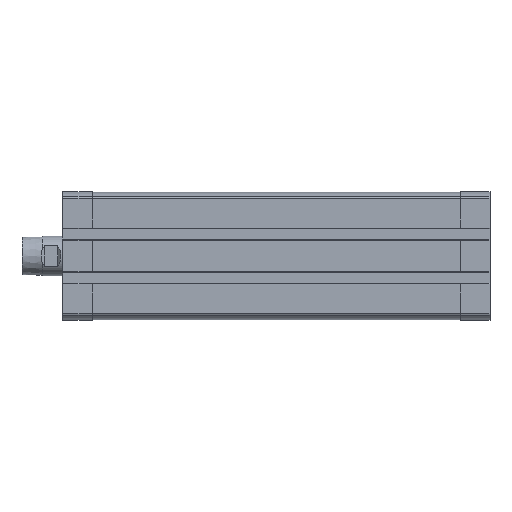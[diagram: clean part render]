
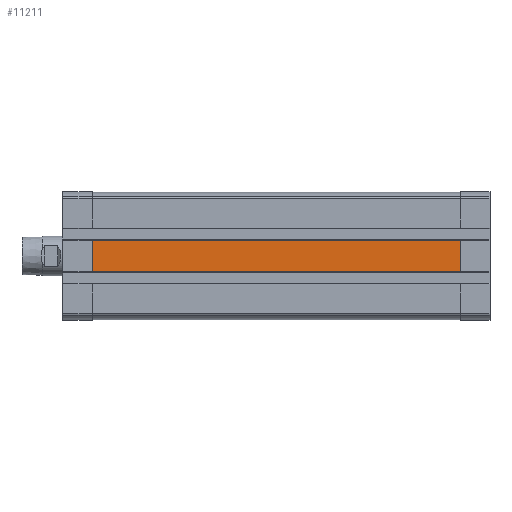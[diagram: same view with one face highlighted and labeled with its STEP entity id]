
A CAD part, left-side view. The second image highlights one B-rep face of the part: STEP entity #11211.
In plain terms, the highlighted planar face has unit normal (-1, 0, 0).
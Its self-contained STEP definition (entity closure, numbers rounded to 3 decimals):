
#125=PLANE('',#12206);
#928=LINE('',#18249,#1832);
#929=LINE('',#18252,#1833);
#930=LINE('',#18254,#1834);
#931=LINE('',#18256,#1835);
#1832=VECTOR('',#14347,1000.);
#1833=VECTOR('',#14348,1000.);
#1834=VECTOR('',#14349,1000.);
#1835=VECTOR('',#14350,1000.);
#3967=ORIENTED_EDGE('',*,*,#6828,.T.);
#3968=ORIENTED_EDGE('',*,*,#6829,.F.);
#3969=ORIENTED_EDGE('',*,*,#6830,.F.);
#3970=ORIENTED_EDGE('',*,*,#6831,.T.);
#6828=EDGE_CURVE('',#8281,#8282,#928,.T.);
#6829=EDGE_CURVE('',#8283,#8282,#929,.T.);
#6830=EDGE_CURVE('',#8284,#8283,#930,.T.);
#6831=EDGE_CURVE('',#8284,#8281,#931,.T.);
#8281=VERTEX_POINT('',#18250);
#8282=VERTEX_POINT('',#18251);
#8283=VERTEX_POINT('',#18253);
#8284=VERTEX_POINT('',#18255);
#9580=EDGE_LOOP('',(#3967,#3968,#3969,#3970));
#10382=FACE_BOUND('',#9580,.T.);
#11211=ADVANCED_FACE('',(#10382),#125,.F.);
#12206=AXIS2_PLACEMENT_3D('',#18248,#14345,#14346);
#14345=DIRECTION('',(1.,0.,0.));
#14346=DIRECTION('',(0.,0.,-1.));
#14347=DIRECTION('',(0.,0.,1.));
#14348=DIRECTION('',(0.,-1.,0.));
#14349=DIRECTION('',(0.,0.,1.));
#14350=DIRECTION('',(0.,-1.,0.));
#18248=CARTESIAN_POINT('',(-32.5,202.9,-8.));
#18249=CARTESIAN_POINT('',(-32.5,15.,-8.));
#18250=CARTESIAN_POINT('',(-32.5,15.,-8.));
#18251=CARTESIAN_POINT('',(-32.5,15.,8.));
#18252=CARTESIAN_POINT('',(-32.5,202.9,8.));
#18253=CARTESIAN_POINT('',(-32.5,202.9,8.));
#18254=CARTESIAN_POINT('',(-32.5,202.9,-8.));
#18255=CARTESIAN_POINT('',(-32.5,202.9,-8.));
#18256=CARTESIAN_POINT('',(-32.5,202.9,-8.));
